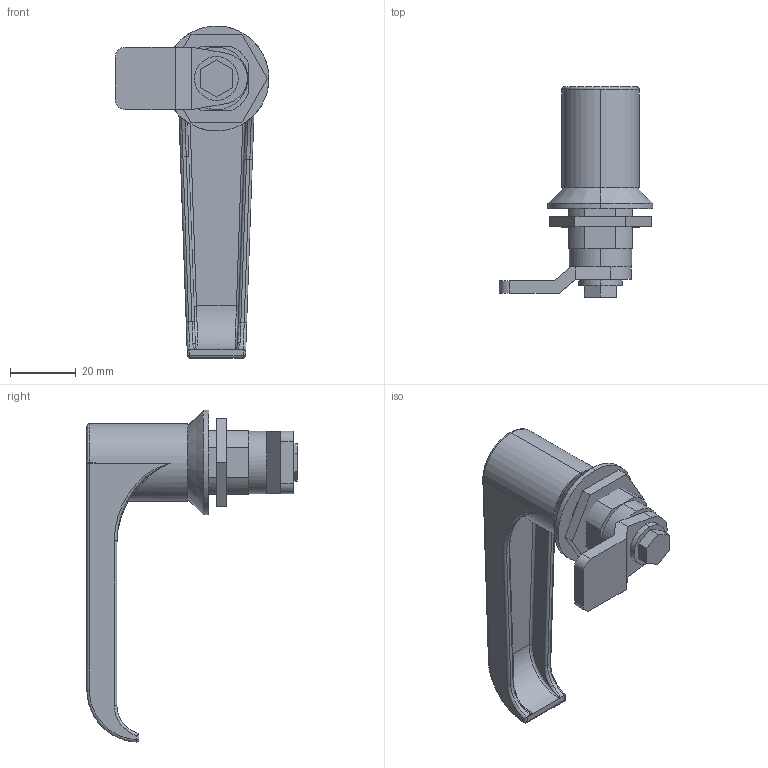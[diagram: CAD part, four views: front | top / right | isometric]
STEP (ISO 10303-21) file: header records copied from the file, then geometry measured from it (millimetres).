
FILE_DESCRIPTION (( 'STEP AP203' ), '1' );
FILE_NAME ('EHLNLSS_Default.step', '2019-10-31T16:57:11', ( '' ), ( '' ), 'SwSTEP 2.0', 'SolidWorks 2018', '' );
FILE_SCHEMA (( 'CONFIG_CONTROL_DESIGN' ));
Length unit declared in the file: inch
Products named in the file (1): EHLNLSS_Default
Bounding box: 46.91 x 64.08 x 101.22 mm (x, y, z)
Volume: 34731 mm3; surface area: 14853.6 mm2
Topology: 4 solids, 4 shells, 143 faces, 345 edges, 210 vertices
Faces by surface type: plane 63, cylinder 46, bspline 32, cone 2
Entity records: 6890 total; most frequent: CARTESIAN_POINT 3785, ORIENTED_EDGE 676, DIRECTION 546, EDGE_CURVE 338, VERTEX_POINT 210, AXIS2_PLACEMENT_3D 187, VECTOR 172, LINE 172
